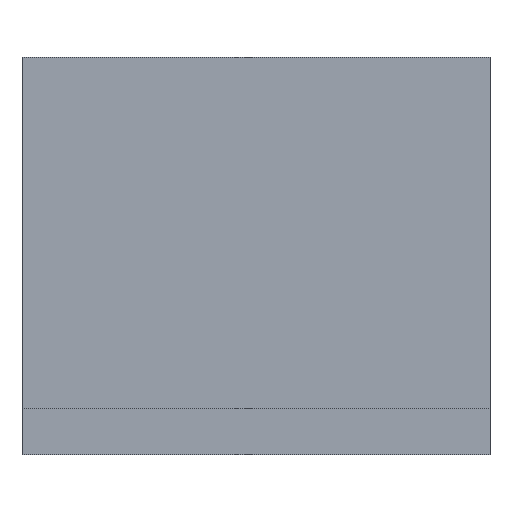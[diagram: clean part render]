
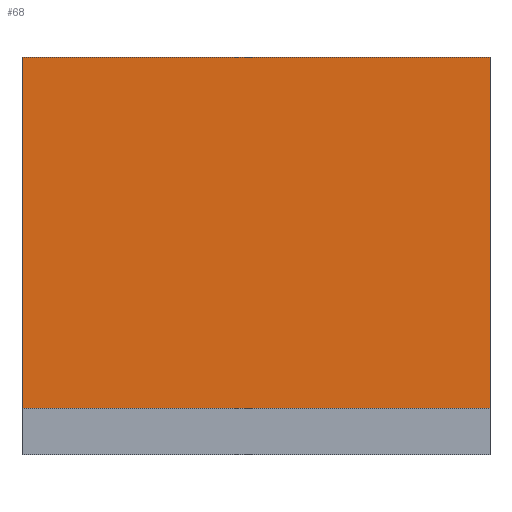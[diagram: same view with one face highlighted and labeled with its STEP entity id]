
A CAD part, front view. The second image highlights one B-rep face of the part: STEP entity #68.
In plain terms, the highlighted planar face has unit normal (0, -1, 0).
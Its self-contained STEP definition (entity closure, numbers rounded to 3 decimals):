
#68=ADVANCED_FACE('',(#114),#652,.T.);
#114=FACE_OUTER_BOUND('',#160,.T.);
#160=EDGE_LOOP('',(#228,#229,#230,#231));
#228=ORIENTED_EDGE('',*,*,#408,.T.);
#229=ORIENTED_EDGE('',*,*,#409,.T.);
#230=ORIENTED_EDGE('',*,*,#410,.F.);
#231=ORIENTED_EDGE('',*,*,#411,.F.);
#408=EDGE_CURVE('',#590,#591,#504,.T.);
#409=EDGE_CURVE('',#591,#592,#505,.T.);
#410=EDGE_CURVE('',#593,#592,#506,.T.);
#411=EDGE_CURVE('',#590,#593,#507,.T.);
#504=B_SPLINE_CURVE_WITH_KNOTS('',1,(#885,#886),.UNSPECIFIED.,.F.,.F.,(2,
2),(-42.,-25.),.UNSPECIFIED.);
#505=B_SPLINE_CURVE_WITH_KNOTS('',1,(#887,#888),.UNSPECIFIED.,.F.,.F.,(2,
2),(0.,20.),.UNSPECIFIED.);
#506=B_SPLINE_CURVE_WITH_KNOTS('',1,(#889,#890),.UNSPECIFIED.,.F.,.F.,(2,
2),(-42.,-25.),.UNSPECIFIED.);
#507=B_SPLINE_CURVE_WITH_KNOTS('',1,(#891,#892),.UNSPECIFIED.,.F.,.F.,(2,
2),(0.,20.),.UNSPECIFIED.);
#590=VERTEX_POINT('',#877);
#591=VERTEX_POINT('',#878);
#592=VERTEX_POINT('',#879);
#593=VERTEX_POINT('',#880);
#652=PLANE('',#714);
#714=AXIS2_PLACEMENT_3D('',#871,#772,$);
#772=DIRECTION('',(0.,-1.,0.));
#871=CARTESIAN_POINT('',(93.4,244.199,-9.));
#877=CARTESIAN_POINT('',(93.4,244.199,-9.));
#878=CARTESIAN_POINT('',(93.4,244.199,8.));
#879=CARTESIAN_POINT('',(73.4,244.199,8.));
#880=CARTESIAN_POINT('',(73.4,244.199,-9.));
#885=CARTESIAN_POINT('',(93.4,244.199,-9.));
#886=CARTESIAN_POINT('',(93.4,244.199,8.));
#887=CARTESIAN_POINT('',(93.4,244.199,8.));
#888=CARTESIAN_POINT('',(73.4,244.199,8.));
#889=CARTESIAN_POINT('',(73.4,244.199,-9.));
#890=CARTESIAN_POINT('',(73.4,244.199,8.));
#891=CARTESIAN_POINT('',(93.4,244.199,-9.));
#892=CARTESIAN_POINT('',(73.4,244.199,-9.));
